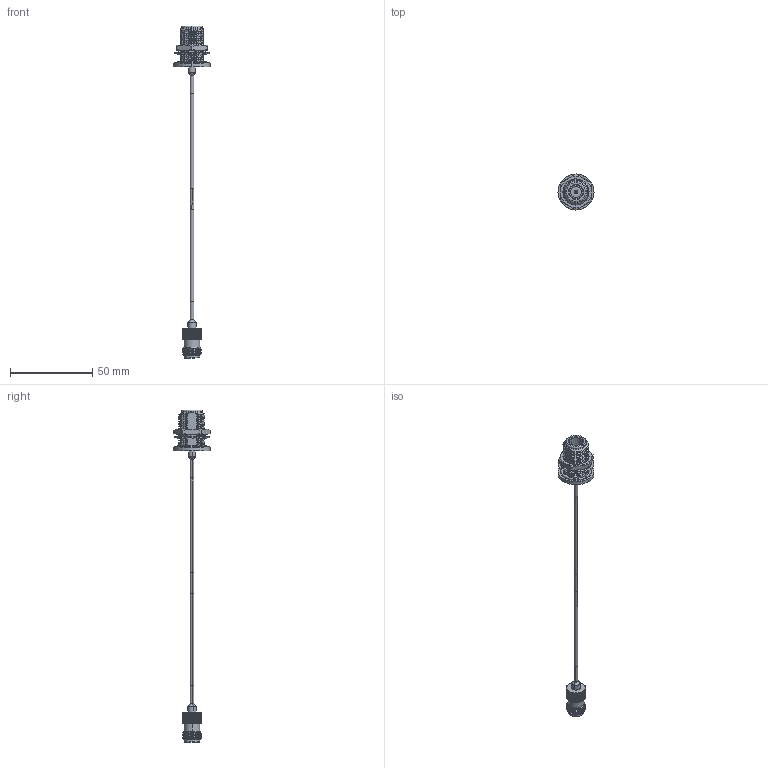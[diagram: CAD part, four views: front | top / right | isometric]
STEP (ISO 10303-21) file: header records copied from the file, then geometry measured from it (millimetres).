
FILE_DESCRIPTION (( 'STEP AP214' ), '1' );
FILE_NAME ('LCCA30590.step', '2020-06-23T22:20:10', ( '' ), ( '' ), 'SwSTEP 2.0', 'SolidWorks 2018', '' );
FILE_SCHEMA (( 'AUTOMOTIVE_DESIGN' ));
Length unit declared in the file: inch
Products named in the file (7): LCCN3044_HS; LCCN3062; LCCN3056; LC085TB (085 FORMABLE); LCCN3044_HS-2; 1AW01-002_.08 ID; LCCA30590
Assembly tree (6 placements, depth 2):
  LCCA30590
    LC085TB (085 FORMABLE)
    1AW01-002_.08 ID
    LCCN3044_HS-2
    LCCN3056
    LCCN3044_HS
    LCCN3062
Bounding box: 22 x 22 x 202.41 mm (x, y, z)
Volume: 6790.5 mm3; surface area: 7136.8 mm2
Topology: 9 solids, 9 shells, 2068 faces, 4673 edges, 2637 vertices
Faces by surface type: bspline 1443, cylinder 478, plane 86, cone 55, torus 6
Entity records: 149935 total; most frequent: CARTESIAN_POINT 119322, ORIENTED_EDGE 9346, EDGE_CURVE 4673, VERTEX_POINT 2637, DIRECTION 2366, EDGE_LOOP 2090, FACE_OUTER_BOUND 2068, ADVANCED_FACE 2068
